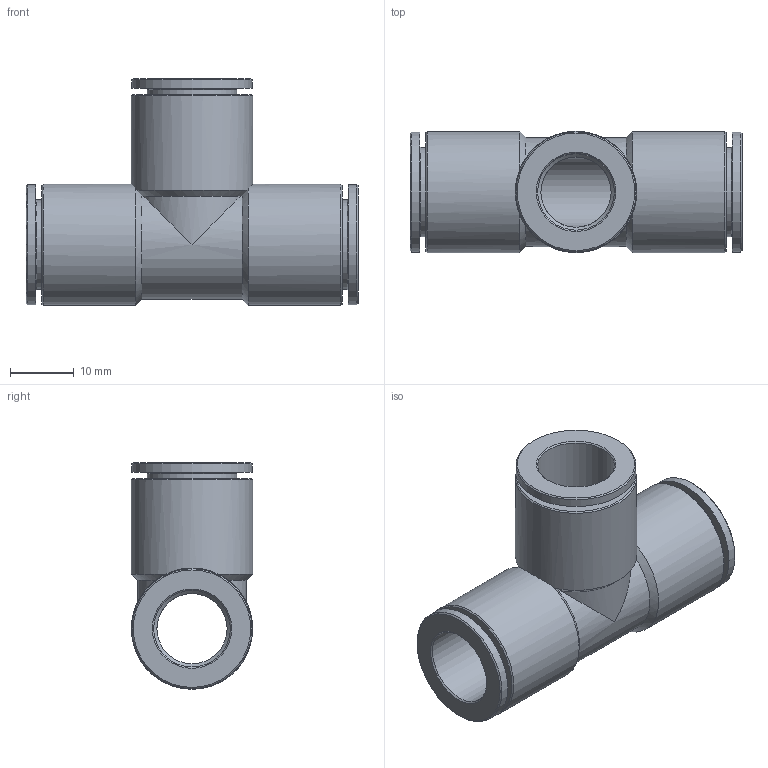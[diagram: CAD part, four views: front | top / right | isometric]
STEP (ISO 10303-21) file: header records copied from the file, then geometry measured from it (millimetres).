
FILE_DESCRIPTION(/* description */ ('STEP AP214'),/* implementation_level */ '2;1');
FILE_NAME(/* name */ '578384_NPQH-T-Q12-E-P10',/* time_stamp */ '2024-09-11T13:03:49+02:00',/* author */ ('License CC BY-ND 4.0'),/* organization */ ('CADENAS'),/* preprocessor_version */ 'ST-DEVELOPER v19.3',/* originating_system */ 'PARTsolutions',/* authorisation */ ' ');
FILE_SCHEMA (('AUTOMOTIVE_DESIGN {1 0 10303 214 3 1 1}'));
Length unit declared in the file: millimetre
Products named in the file (1): 578384 NPQH-T-Q12-E-P10
Bounding box: 52 x 19 x 35.5 mm (x, y, z)
Volume: 10639.5 mm3; surface area: 7741.4 mm2
Topology: 1 solids, 1 shells, 45 faces, 98 edges, 61 vertices
Faces by surface type: cone 19, cylinder 17, plane 9
Full cylindrical faces by diameter (mm): 11 x2, 12 x3, 14 x3, 18.8 x3, 19 x3
Entity records: 1100 total; most frequent: CARTESIAN_POINT 202, DIRECTION 196, ORIENTED_EDGE 128, AXIS2_PLACEMENT_3D 98, EDGE_LOOP 84, FACE_BOUND 84, EDGE_CURVE 64, VERTEX_POINT 56
